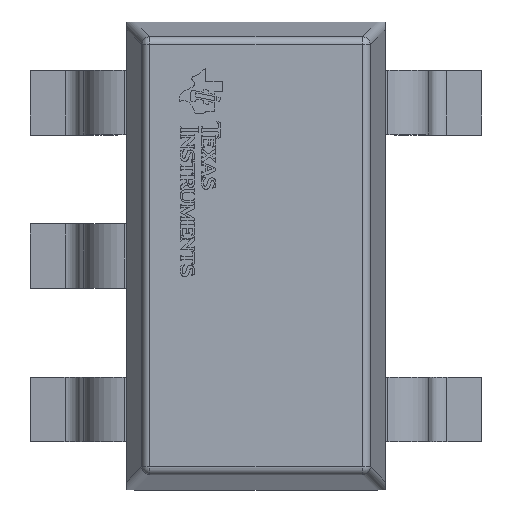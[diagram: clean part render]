
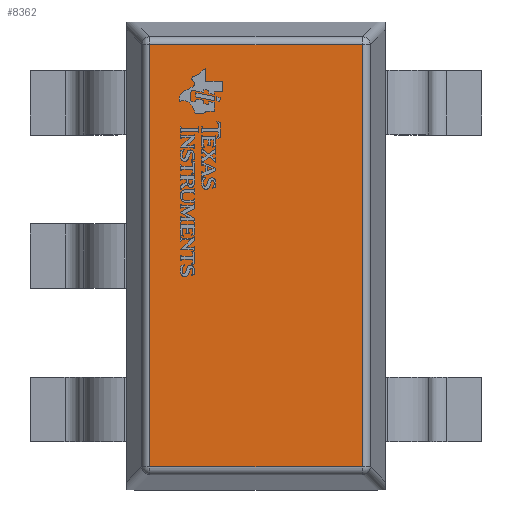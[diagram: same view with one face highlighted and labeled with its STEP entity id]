
A CAD part, top view. The second image highlights one B-rep face of the part: STEP entity #8362.
In plain terms, the highlighted face is planar.
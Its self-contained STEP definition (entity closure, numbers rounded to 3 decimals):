
#600=PLANE('',#8899);
#896=LINE('',#10949,#1784);
#898=LINE('',#10959,#1786);
#902=LINE('',#10971,#1790);
#904=LINE('',#10974,#1792);
#1784=VECTOR('',#9337,2.617);
#1786=VECTOR('',#9349,1.317);
#1790=VECTOR('',#9365,1.317);
#1792=VECTOR('',#9369,2.617);
#2718=FACE_OUTER_BOUND('',#3190,.T.);
#3190=EDGE_LOOP('',(#5915,#5916,#5917,#5918));
#3704=VERTEX_POINT('',#10937);
#3707=VERTEX_POINT('',#10944);
#3708=VERTEX_POINT('',#10951);
#3712=VERTEX_POINT('',#10966);
#4568=EDGE_CURVE('',#3704,#3707,#896,.T.);
#4573=EDGE_CURVE('',#3708,#3704,#898,.T.);
#4580=EDGE_CURVE('',#3707,#3712,#902,.T.);
#4582=EDGE_CURVE('',#3712,#3708,#904,.T.);
#5915=ORIENTED_EDGE('',*,*,#4568,.F.);
#5916=ORIENTED_EDGE('',*,*,#4573,.F.);
#5917=ORIENTED_EDGE('',*,*,#4582,.F.);
#5918=ORIENTED_EDGE('',*,*,#4580,.F.);
#8362=ADVANCED_FACE('',(#2718),#600,.T.);
#8899=AXIS2_PLACEMENT_3D('',#10985,#9383,#9384);
#9337=DIRECTION('',(-1.,0.,0.));
#9349=DIRECTION('',(0.,0.,1.));
#9365=DIRECTION('',(0.,0.,-1.));
#9369=DIRECTION('',(1.,0.,0.));
#9383=DIRECTION('center_axis',(0.,1.,0.));
#9384=DIRECTION('ref_axis',(0.,0.,1.));
#10937=CARTESIAN_POINT('',(1.308,0.5,0.658));
#10944=CARTESIAN_POINT('',(-1.308,0.5,0.658));
#10949=CARTESIAN_POINT('',(-0.363,0.5,0.658));
#10951=CARTESIAN_POINT('',(1.308,0.5,-0.658));
#10959=CARTESIAN_POINT('',(1.308,0.5,0.2));
#10966=CARTESIAN_POINT('',(-1.308,0.5,-0.658));
#10971=CARTESIAN_POINT('',(-1.308,0.5,-0.2));
#10974=CARTESIAN_POINT('',(0.363,0.5,-0.658));
#10985=CARTESIAN_POINT('Origin',(0.,0.5,0.));
